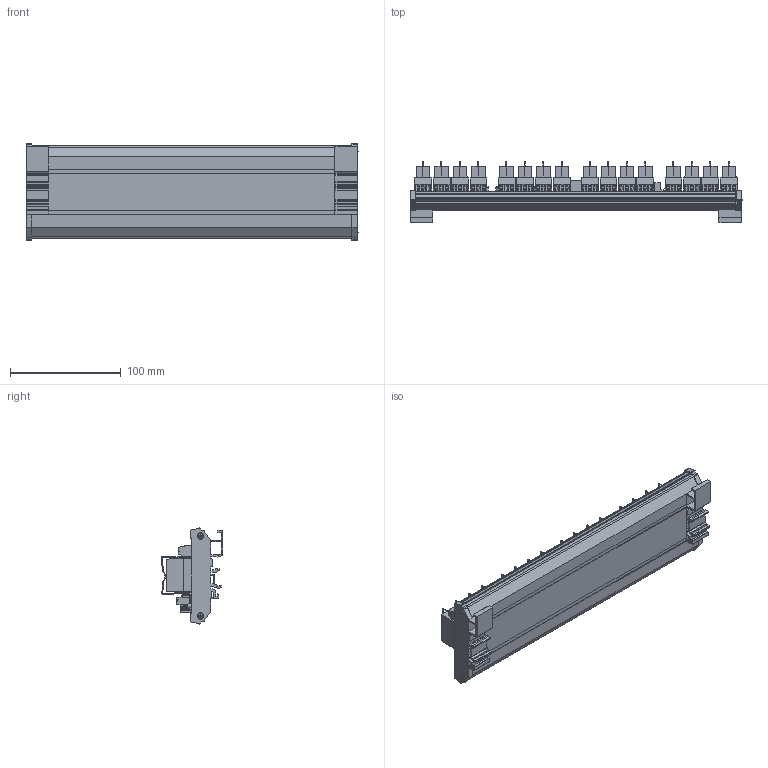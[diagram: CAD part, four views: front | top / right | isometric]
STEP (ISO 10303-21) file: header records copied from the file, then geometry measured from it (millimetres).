
FILE_DESCRIPTION (( 'STEP AP214' ), '1' );
FILE_NAME ('ZL-RRL16-24-1.step', '2014-11-13T22:38:03', ( '' ), ( '' ), 'SwSTEP 2.0', 'SolidWorks 2014', '' );
FILE_SCHEMA (( 'AUTOMOTIVE_DESIGN' ));
Length unit declared in the file: inch
Products named in the file (1): ZL-RRL16-24-1
Bounding box: 300.19 x 55.47 x 86.87 mm (x, y, z)
Volume: 342329.7 mm3; surface area: 181005.1 mm2
Topology: 21 solids, 21 shells, 2771 faces, 6961 edges, 4388 vertices
Faces by surface type: plane 1619, cylinder 543, bspline 473, sphere 72, torus 32, cone 32
Entity records: 114224 total; most frequent: CARTESIAN_POINT 20520, ORIENTED_EDGE 13666, DIRECTION 13322, EDGE_CURVE 6833, VECTOR 4666, LINE 4666, AXIS2_PLACEMENT_3D 4328, VERTEX_POINT 4324
